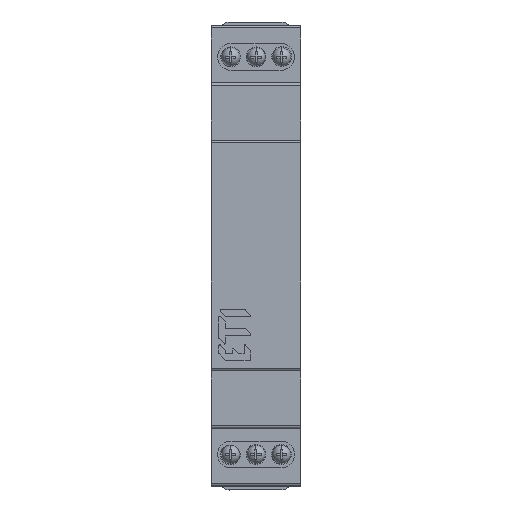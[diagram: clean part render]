
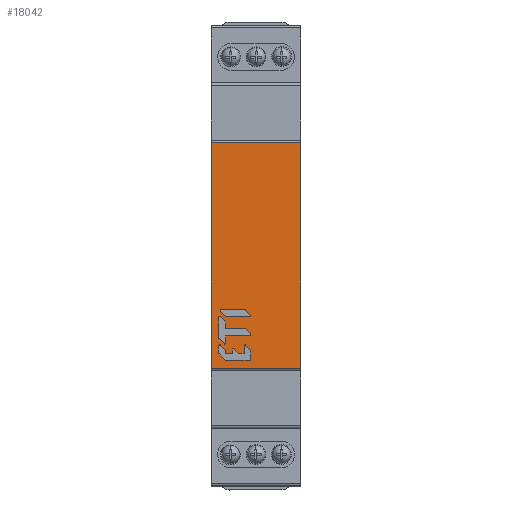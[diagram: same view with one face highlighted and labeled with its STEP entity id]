
A CAD part, top view. The second image highlights one B-rep face of the part: STEP entity #18042.
In plain terms, the highlighted planar face has unit normal (0, 0, 1).
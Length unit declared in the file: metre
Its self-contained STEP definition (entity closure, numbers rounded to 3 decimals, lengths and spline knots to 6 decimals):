
#14078=DIRECTION('',(1.,0.,0.));
#14079=VECTOR('',#14078,17.5);
#14080=CARTESIAN_POINT('',(189.267562,-99.328251,
134.821927));
#14081=LINE('',#14080,#14079);
#14085=DIRECTION('',(0.,-1.,0.));
#14086=VECTOR('',#14085,44.);
#14087=CARTESIAN_POINT('',(189.267562,-99.328251,
134.821927));
#14088=LINE('',#14087,#14086);
#14092=DIRECTION('',(0.,1.,0.));
#14093=VECTOR('',#14092,44.);
#14094=CARTESIAN_POINT('',(206.767562,-143.328251,
134.821927));
#14095=LINE('',#14094,#14093);
#14099=DIRECTION('',(-1.,0.,0.));
#14100=VECTOR('',#14099,17.5);
#14101=CARTESIAN_POINT('',(206.767562,-143.328251,
134.821927));
#14102=LINE('',#14101,#14100);
#14440=CARTESIAN_POINT('',(189.267562,-143.328251,
134.821927));
#14441=VERTEX_POINT('',#14440);
#14458=CARTESIAN_POINT('',(189.267562,-99.328251,
134.821927));
#14459=VERTEX_POINT('',#14458);
#14460=CARTESIAN_POINT('',(206.767562,-143.328251,
134.821927));
#14461=VERTEX_POINT('',#14460);
#14494=CARTESIAN_POINT('',(206.767562,-99.328251,
134.821927));
#14495=VERTEX_POINT('',#14494);
#18030=CARTESIAN_POINT('',(189.267562,-99.328251,
134.821927));
#18031=DIRECTION('',(0.,0.,1.));
#18032=DIRECTION('',(0.,-1.,0.));
#18033=AXIS2_PLACEMENT_3D('',#18030,#18031,#18032);
#18034=PLANE('',#18033);
#18035=ORIENTED_EDGE('',*,*,#15001,.F.);
#18036=ORIENTED_EDGE('',*,*,#18018,.T.);
#18037=ORIENTED_EDGE('',*,*,#15190,.F.);
#18039=ORIENTED_EDGE('',*,*,#18038,.T.);
#18040=EDGE_LOOP('',(#18035,#18036,#18037,#18039));
#18041=FACE_OUTER_BOUND('',#18040,.F.);
#15001=EDGE_CURVE('',#14459,#14441,#14088,.T.);
#15190=EDGE_CURVE('',#14461,#14495,#14095,.T.);
#18018=EDGE_CURVE('',#14459,#14495,#14081,.T.);
#18038=EDGE_CURVE('',#14461,#14441,#14102,.T.);
#18042=ADVANCED_FACE('',(#18041),#18034,.T.);
